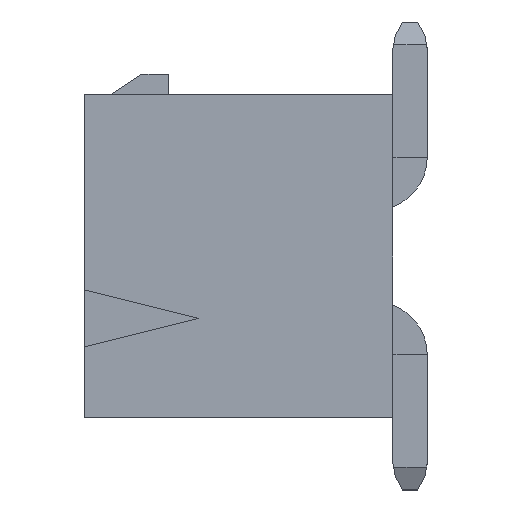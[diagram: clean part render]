
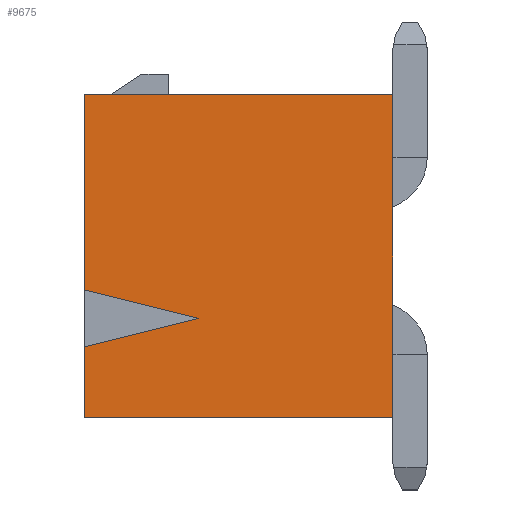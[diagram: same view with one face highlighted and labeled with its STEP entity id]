
A CAD part, left-side view. The second image highlights one B-rep face of the part: STEP entity #9675.
In plain terms, the highlighted planar face has unit normal (-1, 0, 0).
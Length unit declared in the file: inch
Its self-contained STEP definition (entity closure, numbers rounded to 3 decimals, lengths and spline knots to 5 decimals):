
#395 = ORIENTED_EDGE ( 'NONE', *, *, #3900, .T. ) ;
#431 = LINE ( 'NONE', #432, #435 ) ;
#432 = CARTESIAN_POINT ( 'NONE',  ( -0.48875, 0.04, -0.082 ) ) ;
#435 = VECTOR ( 'NONE', #436, 39.37008 ) ;
#436 = DIRECTION ( 'NONE',  ( 0., -0.97, 0.243 ) ) ;
#1005 = LINE ( 'NONE', #1006, #1007 ) ;
#1006 = CARTESIAN_POINT ( 'NONE',  ( -0.48875, -0.6904, -0.212 ) ) ;
#1007 = VECTOR ( 'NONE', #1008, 39.37008 ) ;
#1008 = DIRECTION ( 'NONE',  ( 0., 1., 0. ) ) ;
#1435 = CARTESIAN_POINT ( 'NONE',  ( -0.48875, 0.19, -0.1195 ) ) ;
#1695 = CARTESIAN_POINT ( 'NONE',  ( -0.48875, 0.04, -0.082 ) ) ;
#2654 = ORIENTED_EDGE ( 'NONE', *, *, #8028, .F. ) ;
#3486 = ORIENTED_EDGE ( 'NONE', *, *, #3961, .F. ) ;
#3650 = VERTEX_POINT ( 'NONE', #11595 ) ;
#3900 = EDGE_CURVE ( 'NONE', #3650, #5052, #11698, .T. ) ;
#3961 = EDGE_CURVE ( 'NONE', #4960, #13614, #11714, .T. ) ;
#4422 = CARTESIAN_POINT ( 'NONE',  ( -0.48875, 0.19, 0.212 ) ) ;
#4554 = LINE ( 'NONE', #4555, #4556 ) ;
#4555 = CARTESIAN_POINT ( 'NONE',  ( -0.48875, 0.19, -0.212 ) ) ;
#4556 = VECTOR ( 'NONE', #4557, 39.37008 ) ;
#4557 = DIRECTION ( 'NONE',  ( 0., 0., 1. ) ) ;
#4572 = FACE_OUTER_BOUND ( 'NONE', #9622, .T. ) ;
#4573 = PLANE ( 'NONE',  #4574 ) ;
#4574 = AXIS2_PLACEMENT_3D ( 'NONE', #4575, #4576, #4577 ) ;
#4575 = CARTESIAN_POINT ( 'NONE',  ( -0.48875, -0.6904, -0.212 ) ) ;
#4576 = DIRECTION ( 'NONE',  ( -1., 0., 0. ) ) ;
#4577 = DIRECTION ( 'NONE',  ( 0., 0., 1. ) ) ;
#4960 = VERTEX_POINT ( 'NONE', #12176 ) ;
#5052 = VERTEX_POINT ( 'NONE', #12248 ) ;
#5053 = CARTESIAN_POINT ( 'NONE',  ( -0.48875, 0.19, -0.0445 ) ) ;
#6072 = EDGE_CURVE ( 'NONE', #8293, #10081, #12780, .T. ) ;
#7504 = EDGE_CURVE ( 'NONE', #5052, #9602, #13571, .T. ) ;
#7725 = EDGE_CURVE ( 'NONE', #13614, #8293, #431, .T. ) ;
#7764 = ORIENTED_EDGE ( 'NONE', *, *, #7725, .F. ) ;
#8028 = EDGE_CURVE ( 'NONE', #3650, #4960, #1005, .T. ) ;
#8116 = ORIENTED_EDGE ( 'NONE', *, *, #6072, .F. ) ;
#8213 = ORIENTED_EDGE ( 'NONE', *, *, #9662, .F. ) ;
#8293 = VERTEX_POINT ( 'NONE', #1695 ) ;
#9602 = VERTEX_POINT ( 'NONE', #4422 ) ;
#9622 = EDGE_LOOP ( 'NONE', ( #7764, #3486, #2654, #395, #13492, #8213, #8116 ) ) ;
#9662 = EDGE_CURVE ( 'NONE', #10081, #9602, #4554, .T. ) ;
#9675 = ADVANCED_FACE ( 'NONE', ( #4572 ), #4573, .T. ) ;
#10081 = VERTEX_POINT ( 'NONE', #5053 ) ;
#11595 = CARTESIAN_POINT ( 'NONE',  ( -0.48875, -0.215, -0.212 ) ) ;
#11698 = LINE ( 'NONE', #11699, #11702 ) ;
#11699 = CARTESIAN_POINT ( 'NONE',  ( -0.48875, -0.215, -0.212 ) ) ;
#11702 = VECTOR ( 'NONE', #11703, 39.37008 ) ;
#11703 = DIRECTION ( 'NONE',  ( 0., 0., 1. ) ) ;
#11714 = LINE ( 'NONE', #11715, #11716 ) ;
#11715 = CARTESIAN_POINT ( 'NONE',  ( -0.48875, 0.19, -0.212 ) ) ;
#11716 = VECTOR ( 'NONE', #11717, 39.37008 ) ;
#11717 = DIRECTION ( 'NONE',  ( 0., 0., 1. ) ) ;
#12176 = CARTESIAN_POINT ( 'NONE',  ( -0.48875, 0.19, -0.212 ) ) ;
#12248 = CARTESIAN_POINT ( 'NONE',  ( -0.48875, -0.215, 0.212 ) ) ;
#12780 = LINE ( 'NONE', #12781, #12782 ) ;
#12781 = CARTESIAN_POINT ( 'NONE',  ( -0.48875, 0.19, -0.0445 ) ) ;
#12782 = VECTOR ( 'NONE', #12783, 39.37008 ) ;
#12783 = DIRECTION ( 'NONE',  ( 0., 0.97, 0.243 ) ) ;
#13492 = ORIENTED_EDGE ( 'NONE', *, *, #7504, .T. ) ;
#13571 = LINE ( 'NONE', #13572, #13579 ) ;
#13572 = CARTESIAN_POINT ( 'NONE',  ( -0.48875, -0.6904, 0.212 ) ) ;
#13579 = VECTOR ( 'NONE', #13580, 39.37008 ) ;
#13580 = DIRECTION ( 'NONE',  ( 0., 1., 0. ) ) ;
#13614 = VERTEX_POINT ( 'NONE', #1435 ) ;
